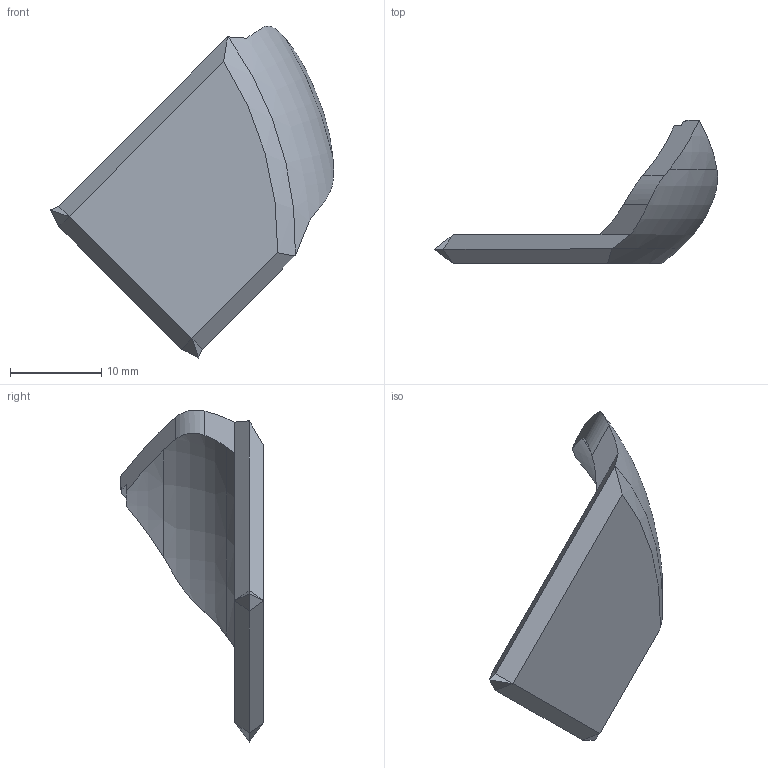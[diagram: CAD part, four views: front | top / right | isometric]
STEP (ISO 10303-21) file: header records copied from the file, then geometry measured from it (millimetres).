
FILE_DESCRIPTION (( 'STEP AP214' ), '1' );
FILE_NAME ('CaseProgramLid.STEP', '2018-03-03T22:05:22', ( '' ), ( '' ), 'SwSTEP 2.0', 'SolidWorks 2017', '' );
FILE_SCHEMA (( 'AUTOMOTIVE_DESIGN' ));
Length unit declared in the file: inch
Products named in the file (1): CaseProgramLid
Bounding box: 30.99 x 15.7 x 36.33 mm (x, y, z)
Volume: 2127.7 mm3; surface area: 1661.9 mm2
Topology: 1 solids, 1 shells, 32 faces, 74 edges, 44 vertices
Faces by surface type: plane 22, torus 4, cone 3, cylinder 3
Entity records: 980 total; most frequent: CARTESIAN_POINT 271, ORIENTED_EDGE 148, DIRECTION 122, EDGE_CURVE 74, VERTEX_POINT 44, AXIS2_PLACEMENT_3D 43, VECTOR 36, LINE 36
